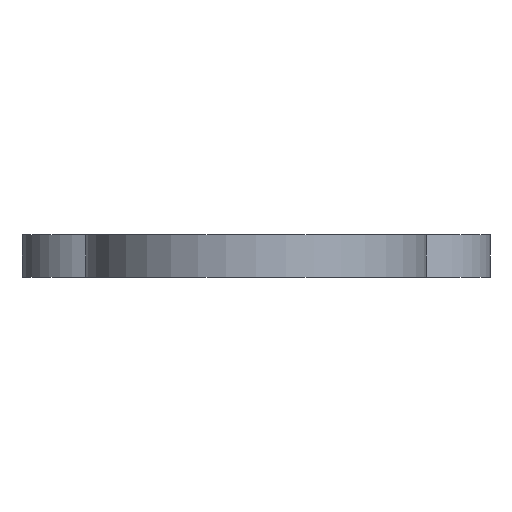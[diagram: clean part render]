
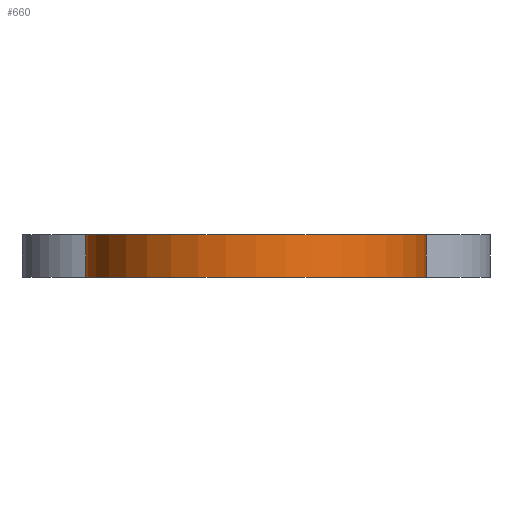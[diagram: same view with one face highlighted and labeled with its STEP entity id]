
A CAD part, left-side view. The second image highlights one B-rep face of the part: STEP entity #660.
In plain terms, the highlighted cylindrical face has radius 8 mm (diameter 16 mm), a partial arc.
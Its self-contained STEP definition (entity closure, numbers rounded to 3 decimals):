
#31=CIRCLE('',#721,8.);
#32=CIRCLE('',#722,8.);
#53=CYLINDRICAL_SURFACE('',#720,8.);
#80=FACE_OUTER_BOUND('',#114,.T.);
#114=EDGE_LOOP('',(#505,#506,#507,#508));
#178=LINE('',#1062,#246);
#179=LINE('',#1068,#247);
#246=VECTOR('',#860,10.);
#247=VECTOR('',#867,10.);
#307=VERTEX_POINT('',#1058);
#308=VERTEX_POINT('',#1060);
#309=VERTEX_POINT('',#1064);
#310=VERTEX_POINT('',#1066);
#390=EDGE_CURVE('',#307,#308,#178,.T.);
#391=EDGE_CURVE('',#309,#307,#31,.T.);
#392=EDGE_CURVE('',#310,#308,#32,.T.);
#393=EDGE_CURVE('',#309,#310,#179,.T.);
#505=ORIENTED_EDGE('',*,*,#391,.T.);
#506=ORIENTED_EDGE('',*,*,#390,.T.);
#507=ORIENTED_EDGE('',*,*,#392,.F.);
#508=ORIENTED_EDGE('',*,*,#393,.F.);
#660=ADVANCED_FACE('',(#80),#53,.T.);
#720=AXIS2_PLACEMENT_3D('',#1063,#861,#862);
#721=AXIS2_PLACEMENT_3D('',#1065,#863,#864);
#722=AXIS2_PLACEMENT_3D('',#1067,#865,#866);
#860=DIRECTION('',(0.,0.,1.));
#861=DIRECTION('center_axis',(0.,0.,1.));
#862=DIRECTION('ref_axis',(0.,1.,0.));
#863=DIRECTION('center_axis',(0.,0.,1.));
#864=DIRECTION('ref_axis',(0.,1.,0.));
#865=DIRECTION('center_axis',(0.,0.,1.));
#866=DIRECTION('ref_axis',(0.,1.,0.));
#867=DIRECTION('',(0.,0.,1.));
#1058=CARTESIAN_POINT('',(-170.,-8.,0.));
#1060=CARTESIAN_POINT('',(-170.,-8.,2.));
#1062=CARTESIAN_POINT('',(-170.,-8.,0.));
#1063=CARTESIAN_POINT('Origin',(-170.,0.,0.));
#1064=CARTESIAN_POINT('',(-170.,8.,0.));
#1065=CARTESIAN_POINT('Origin',(-170.,0.,0.));
#1066=CARTESIAN_POINT('',(-170.,8.,2.));
#1067=CARTESIAN_POINT('Origin',(-170.,0.,2.));
#1068=CARTESIAN_POINT('',(-170.,8.,0.));
